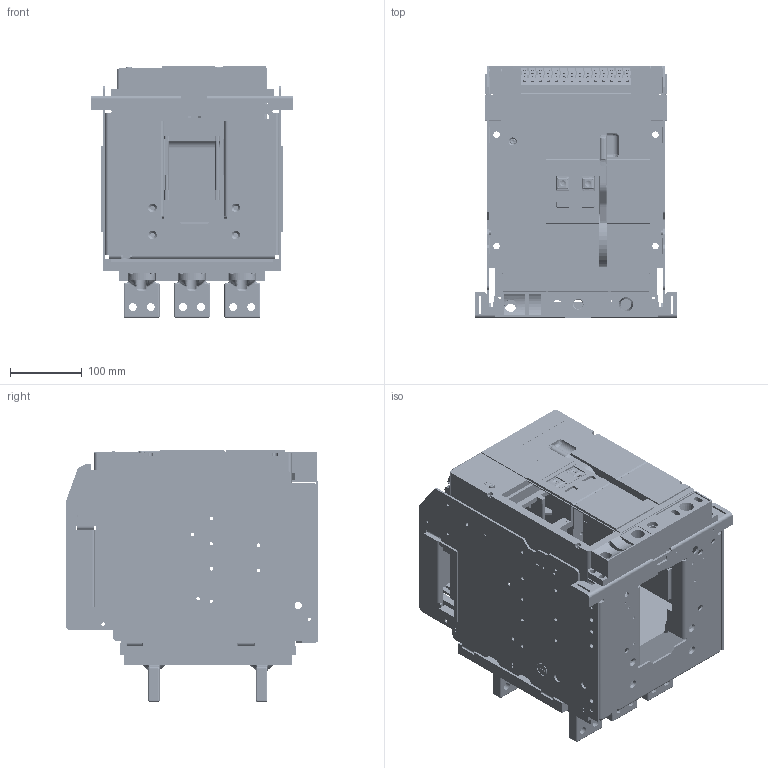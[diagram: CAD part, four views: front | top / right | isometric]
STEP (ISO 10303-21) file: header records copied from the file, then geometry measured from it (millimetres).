
FILE_DESCRIPTION((''),'2;1');
FILE_NAME('NA8-1600H-1600-3P-CT_ASM_4_ASM','2020-03-13T09:09:10',('lcc'),(''),'CREO PARAMETRIC BY PTC INC, 2018020','CREO PARAMETRIC BY PTC INC, 2018020','');
FILE_SCHEMA(('CONFIG_CONTROL_DESIGN','SHAPE_APPEARANCE_LAYERS_GROUPS'));
Products named in the file (35): 8050A0306004_32; 8050A0305001_18; 8050A0305002_21; 8ZTD-300-462_25; 5300A0203002V1_21; 8300A0203002_19; 16-3P-DIJIA01_2; 8580A0412004_19; 8ZTD-060-205_11; 8ZTD-321-089_3; 8ZTD-253-775_11; 8ZTD-253-776_15; 8ZTD-281-1000_6; 8282A0820014_4; 8ZTD-253-577_5; 8ZTD-235-356_9; 5ZTD-302-018_ASM_33_ASM; 8ZTD_210_353_2; 5ZTD_253_424_1_2; 5ZTD_253_424_2_2; 5ZTD_253_424_3_2; 5ZTD_253_424_4_2; 5ZTD_253_424_5_2; 5ZTD_253_424_6_2; 5ZTD_253_424_7_2; 5ZTD_253_424_8_2; 5ZTD_253_424_9_2; 5ZTD_253_424_10_2; 5ZTD_253_424_ASM_2_ASM; 8ZTD-253-424_ASM_3_ASM; 8ZTD-064-138; 8ZTD-024-689; 8ZTD-860-511; 1600-DUANZI-CTS_ASM; NA8-1600H-1600-3P-CT_ASM_4_ASM
Assembly tree (53 placements, depth 4):
  NA8-1600H-1600-3P-CT_ASM_4_ASM
    8050A0306004_32
    8050A0305001_18
    8050A0305002_21
    8ZTD-300-462_25
    5300A0203002V1_21
    8300A0203002_19
    16-3P-DIJIA01_2
    8580A0412004_19  x6
    5ZTD-302-018_ASM_33_ASM
      8ZTD-060-205_11
      8ZTD-321-089_3
      8ZTD-253-775_11
      8ZTD-253-776_15
      8ZTD-281-1000_6  x2
      8282A0820014_4
      8ZTD-253-577_5
      8ZTD-235-356_9
    8ZTD-253-424_ASM_3_ASM
      5ZTD_253_424_ASM_2_ASM
        8ZTD_210_353_2
        5ZTD_253_424_1_2
        5ZTD_253_424_2_2
        5ZTD_253_424_3_2
        5ZTD_253_424_4_2
        5ZTD_253_424_5_2
        5ZTD_253_424_6_2
        5ZTD_253_424_7_2
        5ZTD_253_424_8_2
        5ZTD_253_424_9_2
        5ZTD_253_424_10_2
    1600-DUANZI-CTS_ASM
      8ZTD-064-138
      8ZTD-024-689  x14
      8ZTD-860-511
Bounding box: 282 x 351 x 350.12 mm (x, y, z)
Volume: 4348502.5 mm3; surface area: 1935833.4 mm2
Topology: 49 solids, 86 shells, 6563 faces, 18354 edges, 12111 vertices
Faces by surface type: plane 4575, cylinder 1488, bspline 276, torus 94, extrusion 71, cone 30, sphere 29
Entity records: 184210 total; most frequent: CARTESIAN_POINT 39825, ORIENTED_EDGE 23458, DIRECTION 22435, EDGE_CURVE 11799, VECTOR 8611, LINE 8540, VERTEX_POINT 7882, AXIS2_PLACEMENT_3D 6912
